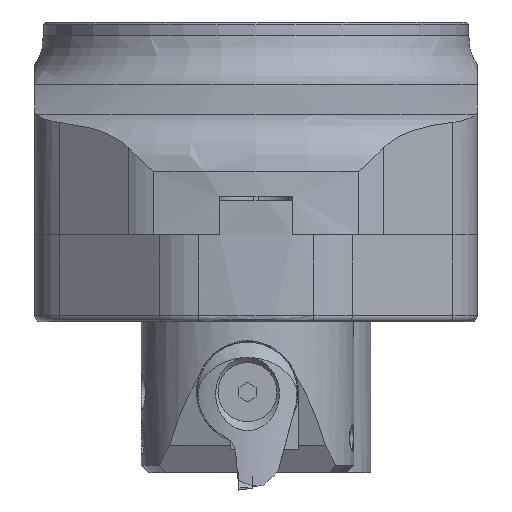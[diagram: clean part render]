
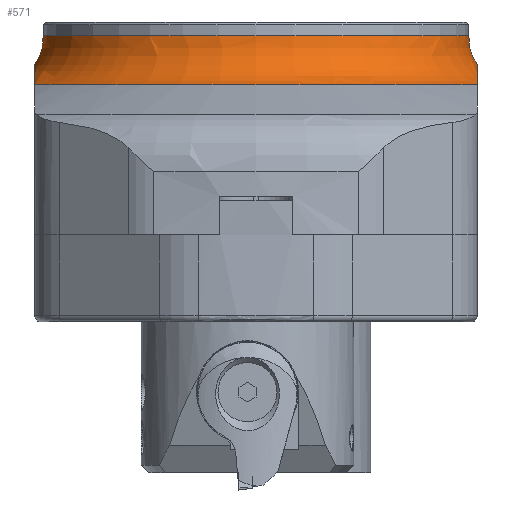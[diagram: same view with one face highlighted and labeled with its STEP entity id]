
A CAD part, left-side view. The second image highlights one B-rep face of the part: STEP entity #571.
In plain terms, the highlighted toroidal (fillet/blend) face has major radius 62 mm and minor radius 12 mm.
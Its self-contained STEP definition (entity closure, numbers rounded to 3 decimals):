
#298=TOROIDAL_SURFACE('',#8777,62.,12.);
#323=B_SPLINE_CURVE_WITH_KNOTS('',3,(#12101,#12102,#12103,#12104,#12105,
#12106,#12107,#12108,#12109,#12110),.UNSPECIFIED.,.F.,.F.,(4,2,2,2,4),(0.,
0.25,0.5,0.75,1.),.UNSPECIFIED.);
#326=B_SPLINE_CURVE_WITH_KNOTS('',3,(#12135,#12136,#12137,#12138,#12139,
#12140,#12141,#12142,#12143,#12144),.UNSPECIFIED.,.F.,.F.,(4,2,2,2,4),(0.,
0.25,0.5,0.75,1.),.UNSPECIFIED.);
#447=FACE_BOUND('',#1767,.T.);
#448=FACE_BOUND('',#1768,.T.);
#571=ADVANCED_FACE('',(#447,#448),#298,.F.);
#1767=EDGE_LOOP('',(#2685));
#1768=EDGE_LOOP('',(#2686,#2687,#2688,#2689));
#2302=CIRCLE('',#8772,58.292);
#2303=CIRCLE('',#8774,58.292);
#2304=CIRCLE('',#8776,50.);
#2685=ORIENTED_EDGE('',*,*,#5832,.F.);
#2686=ORIENTED_EDGE('',*,*,#5788,.F.);
#2687=ORIENTED_EDGE('',*,*,#5828,.F.);
#2688=ORIENTED_EDGE('',*,*,#5798,.F.);
#2689=ORIENTED_EDGE('',*,*,#5831,.F.);
#4987=VERTEX_POINT('',#12111);
#4988=VERTEX_POINT('',#12112);
#4995=VERTEX_POINT('',#12145);
#4996=VERTEX_POINT('',#12146);
#5017=VERTEX_POINT('',#12251);
#5788=EDGE_CURVE('',#4987,#4988,#323,.T.);
#5798=EDGE_CURVE('',#4995,#4996,#326,.T.);
#5828=EDGE_CURVE('',#4996,#4987,#2302,.T.);
#5831=EDGE_CURVE('',#4988,#4995,#2303,.T.);
#5832=EDGE_CURVE('',#5017,#5017,#2304,.T.);
#8772=AXIS2_PLACEMENT_3D('',#12238,#9670,#9671);
#8774=AXIS2_PLACEMENT_3D('',#12248,#9674,#9675);
#8776=AXIS2_PLACEMENT_3D('',#12250,#9678,#9679);
#8777=AXIS2_PLACEMENT_3D('',#12252,#9680,#9681);
#9670=DIRECTION('',(0.,0.,-1.));
#9671=DIRECTION('',(-1.,0.,0.));
#9674=DIRECTION('',(0.,0.,-1.));
#9675=DIRECTION('',(-1.,0.,0.));
#9678=DIRECTION('',(0.,0.,1.));
#9679=DIRECTION('',(-1.,0.,0.));
#9680=DIRECTION('',(0.,0.,-1.));
#9681=DIRECTION('',(-1.,0.,0.));
#12101=CARTESIAN_POINT('',(26.343,-52.,-14.694));
#12102=CARTESIAN_POINT('',(21.898,-52.,-14.042));
#12103=CARTESIAN_POINT('',(17.539,-52.,-12.933));
#12104=CARTESIAN_POINT('',(8.798,-52.,-10.85));
#12105=CARTESIAN_POINT('',(4.385,-52.,-9.898));
#12106=CARTESIAN_POINT('',(-4.639,-52.,-9.932));
#12107=CARTESIAN_POINT('',(-8.978,-52.,-10.891));
#12108=CARTESIAN_POINT('',(-17.631,-52.,-12.957));
#12109=CARTESIAN_POINT('',(-21.952,-52.,-14.049));
#12110=CARTESIAN_POINT('',(-26.343,-52.,-14.694));
#12111=CARTESIAN_POINT('',(26.343,-52.,-14.694));
#12112=CARTESIAN_POINT('',(-26.343,-52.,-14.694));
#12135=CARTESIAN_POINT('',(-26.343,52.,-14.694));
#12136=CARTESIAN_POINT('',(-21.898,52.,-14.042));
#12137=CARTESIAN_POINT('',(-17.539,52.,-12.933));
#12138=CARTESIAN_POINT('',(-8.798,52.,-10.85));
#12139=CARTESIAN_POINT('',(-4.385,52.,-9.898));
#12140=CARTESIAN_POINT('',(4.639,52.,-9.932));
#12141=CARTESIAN_POINT('',(8.978,52.,-10.891));
#12142=CARTESIAN_POINT('',(17.631,52.,-12.957));
#12143=CARTESIAN_POINT('',(21.952,52.,-14.049));
#12144=CARTESIAN_POINT('',(26.343,52.,-14.694));
#12145=CARTESIAN_POINT('',(-26.343,52.,-14.694));
#12146=CARTESIAN_POINT('',(26.343,52.,-14.694));
#12238=CARTESIAN_POINT('',(0.,0.,-14.694));
#12248=CARTESIAN_POINT('',(0.,0.,-14.694));
#12250=CARTESIAN_POINT('',(0.,0.,-3.281));
#12251=CARTESIAN_POINT('',(-50.,0.,-3.281));
#12252=CARTESIAN_POINT('',(0.,0.,-3.281));
